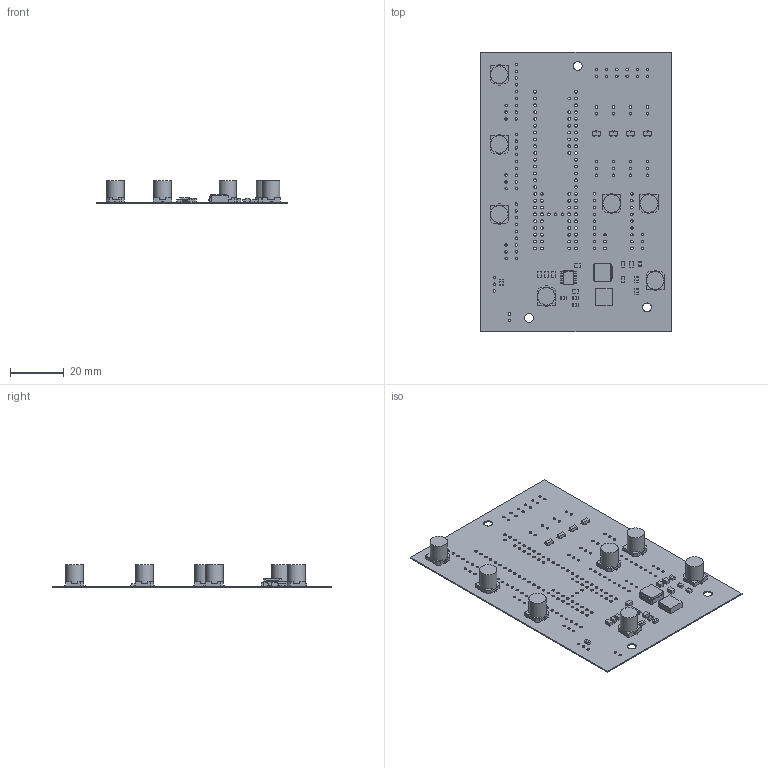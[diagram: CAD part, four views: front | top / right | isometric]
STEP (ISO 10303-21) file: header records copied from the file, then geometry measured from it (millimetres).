
FILE_DESCRIPTION(('Open CASCADE Model'),'2;1');
FILE_NAME('Open CASCADE Shape Model','2018-01-14T10:15:57',('Author'),( 'Open CASCADE'),'Open CASCADE STEP processor 6.8','Open CASCADE 6.8' ,'Unknown');
FILE_SCHEMA(('AUTOMOTIVE_DESIGN { 1 0 10303 214 1 1 1 1 }'));
Length unit declared in the file: millimetre
Products named in the file (1): PCB
Bounding box: 71 x 104 x 8.47 mm (x, y, z)
Volume: 3130.2 mm3; surface area: 18092 mm2
Topology: 39 solids, 615 shells, 1051 faces, 3991 edges, 3586 vertices
Faces by surface type: plane 790, cylinder 257, cone 4
Full cylindrical faces by diameter (mm): 0.199 x1, 0.9 x97, 1.016 x77, 3.3 x3, 6.462 x7
Entity records: 47517 total; most frequent: CARTESIAN_POINT 8641, DIRECTION 6769, ORIENTED_EDGE 5138, EDGE_CURVE 3991, VERTEX_POINT 3586, LINE 3293, VECTOR 3293, AXIS2_PLACEMENT_3D 1738
